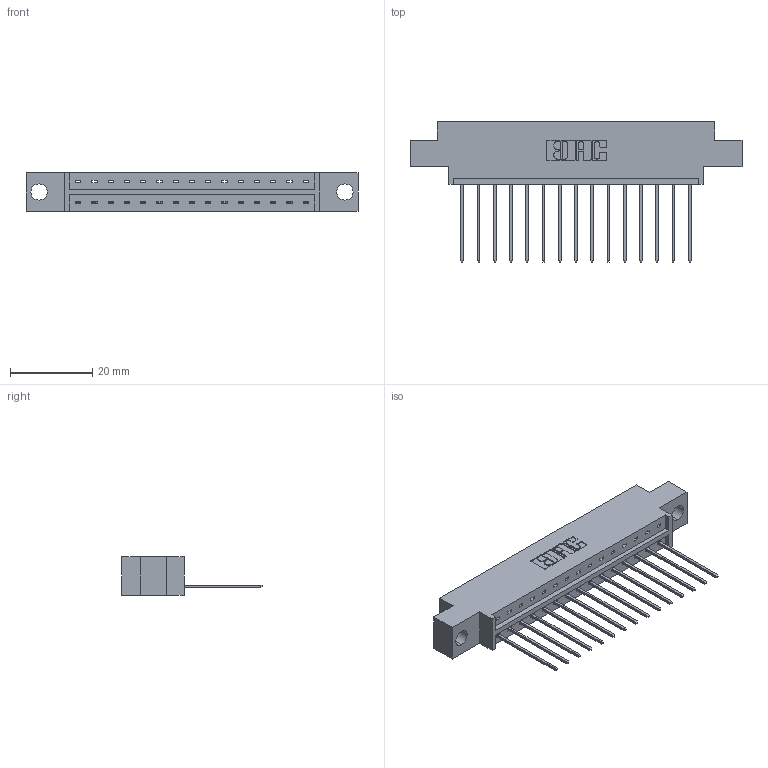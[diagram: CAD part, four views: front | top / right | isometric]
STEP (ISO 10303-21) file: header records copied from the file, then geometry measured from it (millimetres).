
FILE_DESCRIPTION (( 'STEP AP203' ), '1' );
FILE_NAME ('333-015-541-604.STEP', '2018-08-01T03:51:48', ( '' ), ( '' ), 'SwSTEP 2.0', 'SolidWorks 2016', '' );
FILE_SCHEMA (( 'CONFIG_CONTROL_DESIGN' ));
Length unit declared in the file: inch
Products named in the file (3): 333-015-541-604; 333 Part_Offset - .156 Dia - TH; 345-292-001_345-293-141
Assembly tree (16 placements, depth 2):
  333-015-541-604
    333 Part_Offset - .156 Dia - TH
    345-292-001_345-293-141  x15
Bounding box: 80.98 x 34.3 x 9.4 mm (x, y, z)
Volume: 7650 mm3; surface area: 8397.7 mm2
Topology: 16 solids, 16 shells, 988 faces, 2963 edges, 1954 vertices
Faces by surface type: plane 704, cylinder 284
Entity records: 12815 total; most frequent: CARTESIAN_POINT 2223, ORIENTED_EDGE 2174, DIRECTION 1929, EDGE_CURVE 1087, VECTOR 959, LINE 959, VERTEX_POINT 722, AXIS2_PLACEMENT_3D 485
